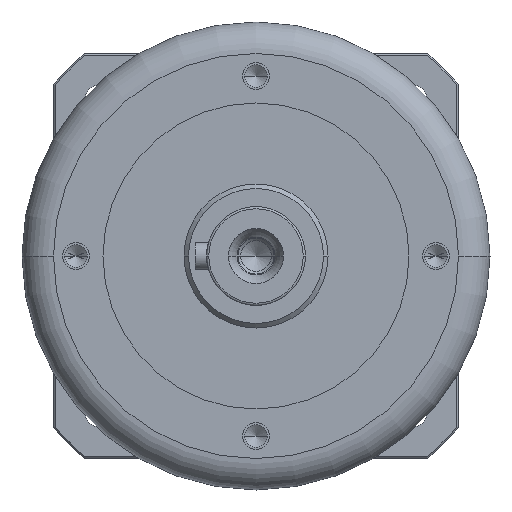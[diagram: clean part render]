
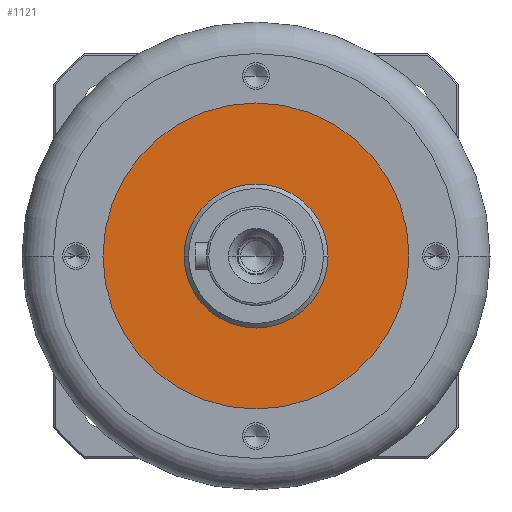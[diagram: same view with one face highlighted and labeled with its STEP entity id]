
A CAD part, left-side view. The second image highlights one B-rep face of the part: STEP entity #1121.
In plain terms, the highlighted planar face has unit normal (-1, 0, 0).
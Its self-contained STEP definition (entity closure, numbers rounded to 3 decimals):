
#147=CARTESIAN_POINT('',(-8.5,0.,0.));
#148=DIRECTION('',(-1.,0.,0.));
#149=DIRECTION('',(0.,1.,0.));
#150=AXIS2_PLACEMENT_3D('',#147,#148,#149);
#152=CARTESIAN_POINT('',(-8.5,0.,0.));
#153=DIRECTION('',(1.,0.,0.));
#154=DIRECTION('',(0.,1.,0.));
#155=AXIS2_PLACEMENT_3D('',#152,#153,#154);
#157=CARTESIAN_POINT('',(-8.5,0.,0.));
#158=DIRECTION('',(1.,0.,0.));
#159=DIRECTION('',(0.,1.,0.));
#160=AXIS2_PLACEMENT_3D('',#157,#158,#159);
#170=CARTESIAN_POINT('',(-8.5,0.,0.));
#171=DIRECTION('',(-1.,0.,0.));
#172=DIRECTION('',(0.,1.,0.));
#173=AXIS2_PLACEMENT_3D('',#170,#171,#172);
#702=CARTESIAN_POINT('',(-8.5,34.,0.));
#704=VERTEX_POINT('',#702);
#705=CARTESIAN_POINT('',(-8.5,16.,0.));
#707=VERTEX_POINT('',#705);
#710=CARTESIAN_POINT('',(-8.5,-34.,0.));
#712=VERTEX_POINT('',#710);
#713=CARTESIAN_POINT('',(-8.5,-16.,0.));
#715=VERTEX_POINT('',#713);
#1106=CARTESIAN_POINT('',(-8.5,0.,0.));
#1107=DIRECTION('',(1.,0.,0.));
#1108=DIRECTION('',(0.,-1.,0.));
#1109=AXIS2_PLACEMENT_3D('',#1106,#1107,#1108);
#1110=PLANE('',#1109);
#1111=ORIENTED_EDGE('',*,*,#1099,.F.);
#1112=ORIENTED_EDGE('',*,*,#1088,.T.);
#1113=EDGE_LOOP('',(#1111,#1112));
#1114=FACE_OUTER_BOUND('',#1113,.F.);
#1116=ORIENTED_EDGE('',*,*,#1115,.F.);
#1118=ORIENTED_EDGE('',*,*,#1117,.T.);
#1119=EDGE_LOOP('',(#1116,#1118));
#1120=FACE_BOUND('',#1119,.F.);
#1121=ADVANCED_FACE('',(#1114,#1120),#1110,.F.);
#151=CIRCLE('',#150,34.);
#156=CIRCLE('',#155,34.);
#161=CIRCLE('',#160,16.);
#174=CIRCLE('',#173,16.);
#1088=EDGE_CURVE('',#704,#712,#156,.T.);
#1099=EDGE_CURVE('',#704,#712,#151,.T.);
#1115=EDGE_CURVE('',#707,#715,#161,.T.);
#1117=EDGE_CURVE('',#707,#715,#174,.T.);
